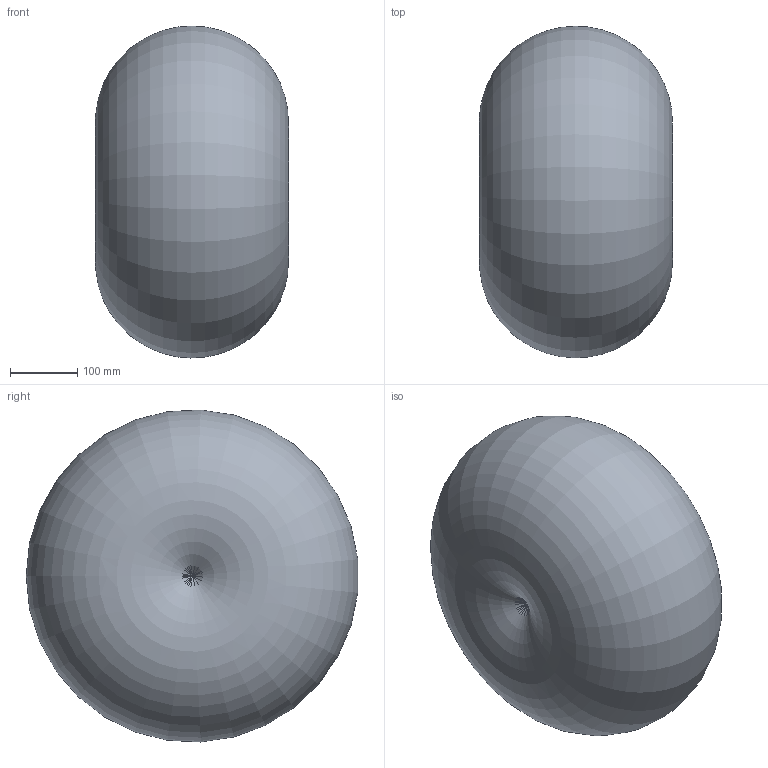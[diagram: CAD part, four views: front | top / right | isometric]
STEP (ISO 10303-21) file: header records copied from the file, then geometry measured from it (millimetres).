
FILE_DESCRIPTION(/* description */ ('Alibre Inc.'),/* implementation_level */ '2;1');
FILE_NAME(/* name */ 'export-539D9460-4046-4F44-8305-5BA3DC8D0293',/* time_stamp */ '2020-05-19T10:24:21-07:00',/* author */ (''),/* organization */ (''),/* preprocessor_version */ 'ST-DEVELOPER v17',/* originating_system */ 'Alibre',/* authorisation */ '');
FILE_SCHEMA (('CONFIG_CONTROL_DESIGN'));
Length unit declared in the file: inch
Bounding box: 286.73 x 492.57 x 493.2 mm (x, y, z)
Volume: 42250334.6 mm3; surface area: 716843 mm2
Topology: 16 solids, 16 shells, 242 faces, 629 edges, 396 vertices
Faces by surface type: plane 78, cylinder 77, torus 33, bspline 22, sphere 16, cone 16
Full cylindrical faces by diameter (mm): 3.242 x2, 4 x1, 7 x1, 8.25 x1, 28.575 x1, 42 x4, 42.508 x2, 52 x2, 54 x2, 65.428 x2, 70.213 x1
Entity records: 10215 total; most frequent: CARTESIAN_POINT 4399, ORIENTED_EDGE 1074, DIRECTION 898, EDGE_CURVE 537, AXIS2_PLACEMENT_3D 394, VERTEX_POINT 362, FACE_BOUND 281, EDGE_LOOP 272
